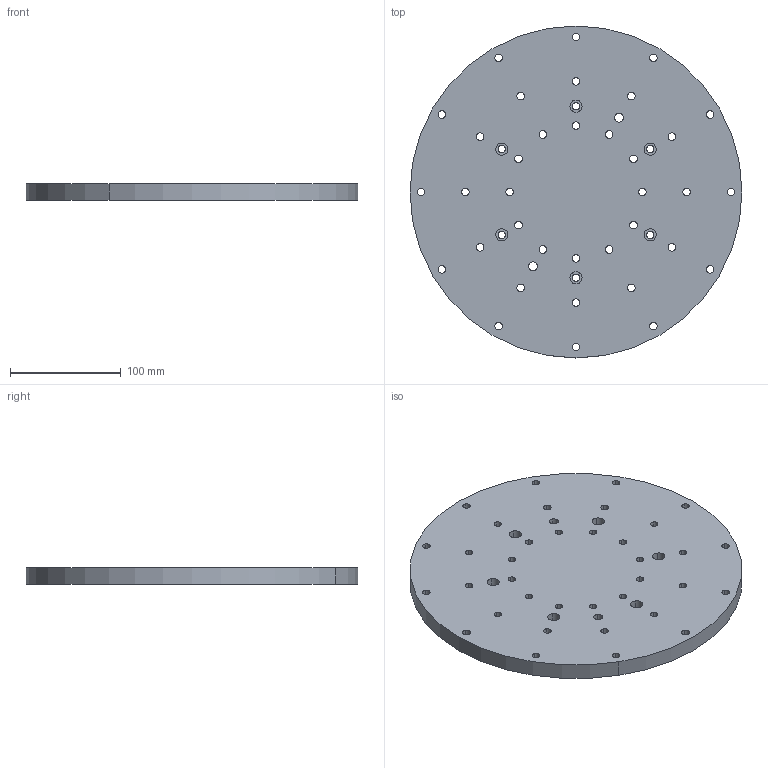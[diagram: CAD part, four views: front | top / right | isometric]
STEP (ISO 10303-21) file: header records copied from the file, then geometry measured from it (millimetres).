
FILE_DESCRIPTION(('FreeCAD Model'),'2;1');
FILE_NAME('Open CASCADE Shape Model','2025-08-19T13:46:07',(''),(''), 'Open CASCADE STEP processor 7.6','FreeCAD','Unknown');
FILE_SCHEMA(('AUTOMOTIVE_DESIGN { 1 0 10303 214 1 1 1 1 }'));
Length unit declared in the file: millimetre
Products named in the file (1): C
Bounding box: 300 x 300 x 15 mm (x, y, z)
Volume: 1032987.5 mm3; surface area: 167143.4 mm2
Topology: 1 solids, 1 shells, 110 faces, 306 edges, 204 vertices
Faces by surface type: cylinder 102, plane 8
Entity records: 7902 total; most frequent: CARTESIAN_POINT 1377, DIRECTION 1320, ORIENTED_EDGE 612, PCURVE 612, DEFINITIONAL_REPRESENTATION 612, LINE 510, VECTOR 510, CIRCLE 384
